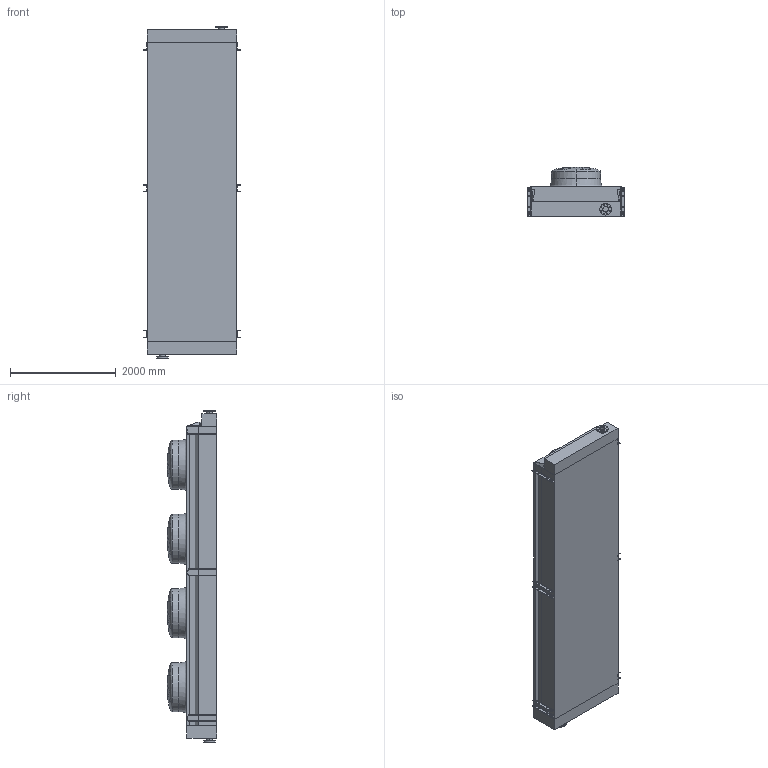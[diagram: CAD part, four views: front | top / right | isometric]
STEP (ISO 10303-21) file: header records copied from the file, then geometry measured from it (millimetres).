
FILE_DESCRIPTION (( 'STEP AP203' ), '1' );
FILE_NAME ('BOM_04L-I.step', '2022-05-05T13:22:09', ( '' ), ( '' ), 'SwSTEP 2.0', 'SolidWorks 2019', '' );
FILE_SCHEMA (( 'CONFIG_CONTROL_DESIGN' ));
Length unit declared in the file: millimetre
Products named in the file (1): BOM_04L-I
Bounding box: 1820 x 930 x 6270 mm (x, y, z)
Volume: 6532990739.2 mm3; surface area: 38122854.6 mm2
Topology: 9 solids, 9 shells, 528 faces, 1520 edges, 1028 vertices
Faces by surface type: cylinder 276, plane 202, bspline 50
Entity records: 23136 total; most frequent: CARTESIAN_POINT 8730, ORIENTED_EDGE 3024, DIRECTION 2950, EDGE_CURVE 1512, AXIS2_PLACEMENT_3D 1075, VERTEX_POINT 1028, VECTOR 800, LINE 800
